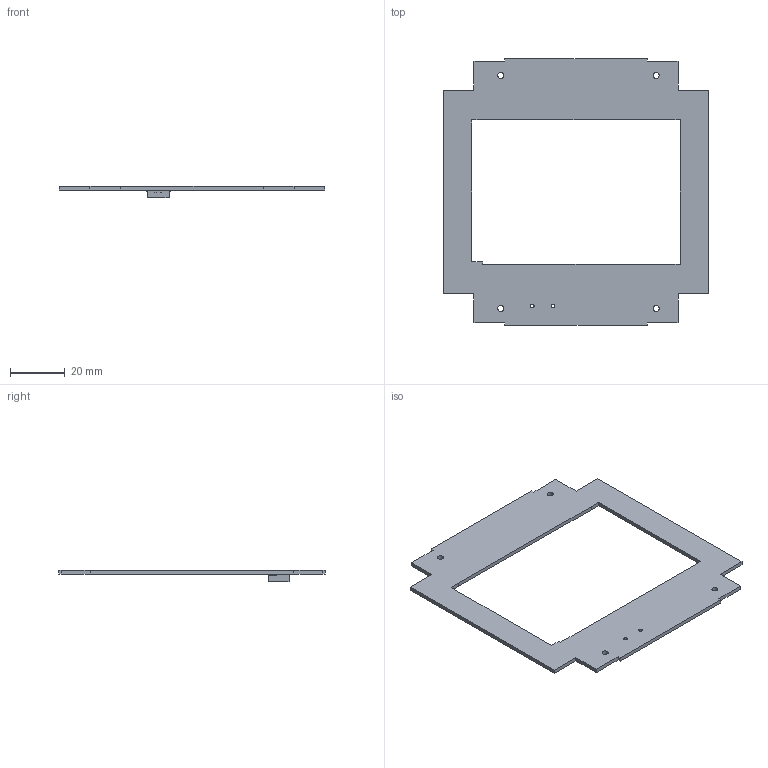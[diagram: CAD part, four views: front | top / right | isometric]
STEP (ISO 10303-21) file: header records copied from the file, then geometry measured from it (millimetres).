
FILE_DESCRIPTION(('KiCad electronic assembly'),'2;1');
FILE_NAME('Coil_Z_universal_STEP.step','2025-03-15T16:00:41',('Pcbnew'), ('Kicad'),'Open CASCADE STEP processor 7.8','KiCad to STEP converter', 'Unknown');
FILE_SCHEMA(('AUTOMOTIVE_DESIGN { 1 0 10303 214 1 1 1 1 }'));
Length unit declared in the file: millimetre
Products named in the file (3): Coil_Z_universal_STEP 1; 205338-0002; Coil_Panel_Z_PCB
Assembly tree (2 placements, depth 2):
  Coil_Z_universal_STEP 1
    205338-0002
    Coil_Panel_Z_PCB
Bounding box: 96.97 x 97.33 x 4.16 mm (x, y, z)
Volume: 7072.2 mm3; surface area: 10996.4 mm2
Topology: 2 solids, 2 shells, 181 faces, 548 edges, 362 vertices
Faces by surface type: plane 159, cylinder 22
Full cylindrical faces by diameter (mm): 1.3 x2, 2.2 x4
Entity records: 6173 total; most frequent: ORIENTED_EDGE 1096, CARTESIAN_POINT 1094, DIRECTION 962, EDGE_CURVE 548, LINE 502, VECTOR 502, VERTEX_POINT 362, AXIS2_PLACEMENT_3D 230
